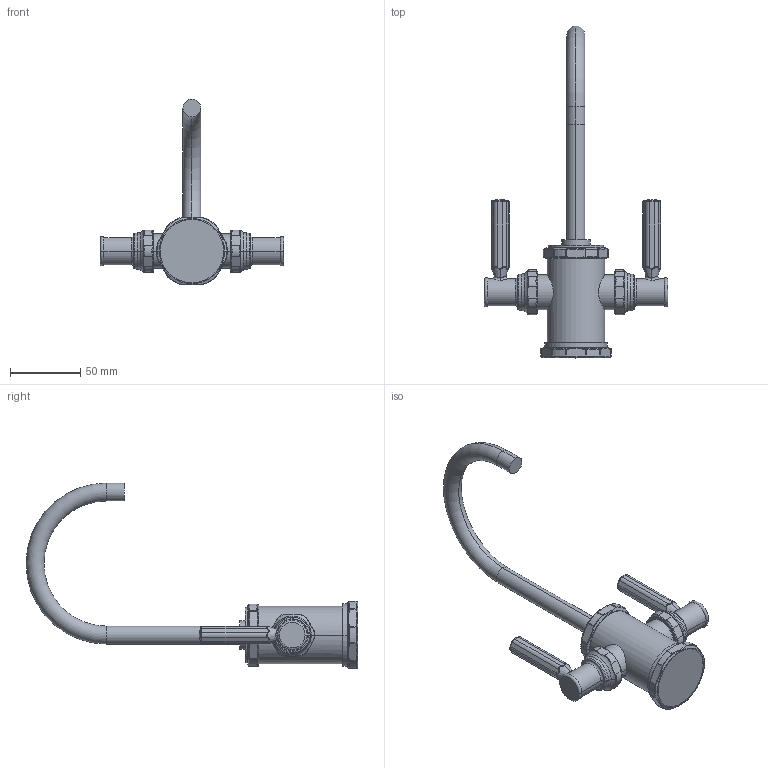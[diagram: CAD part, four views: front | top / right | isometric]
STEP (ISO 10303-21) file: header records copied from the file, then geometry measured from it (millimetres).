
FILE_DESCRIPTION((''),'2;1');
FILE_NAME('3190-5603','2021-04-22T10:58:07',('jinson.thomas'),(''),'CREO PARAMETRIC BY PTC INC, 2018400','CREO PARAMETRIC BY PTC INC, 2018400','');
FILE_SCHEMA(('CONFIG_CONTROL_DESIGN'));
Length unit declared in the file: inch
Products named in the file (1): 3190-5603
Bounding box: 130.18 x 235.59 x 131.95 mm (x, y, z)
Volume: 199605.5 mm3; surface area: 38534.4 mm2
Topology: 1 solids, 1 shells, 434 faces, 998 edges, 574 vertices
Faces by surface type: bspline 224, cylinder 84, torus 70, plane 52, cone 4
Entity records: 22096 total; most frequent: CARTESIAN_POINT 13762, ORIENTED_EDGE 1988, DIRECTION 1424, EDGE_CURVE 994, AXIS2_PLACEMENT_3D 648, VERTEX_POINT 574, EDGE_LOOP 446, CIRCLE 438
